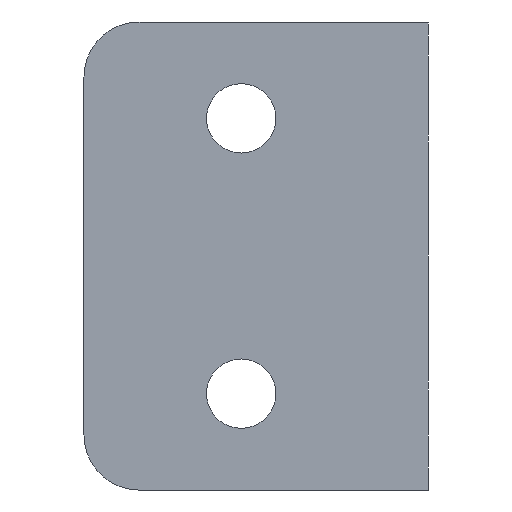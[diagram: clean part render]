
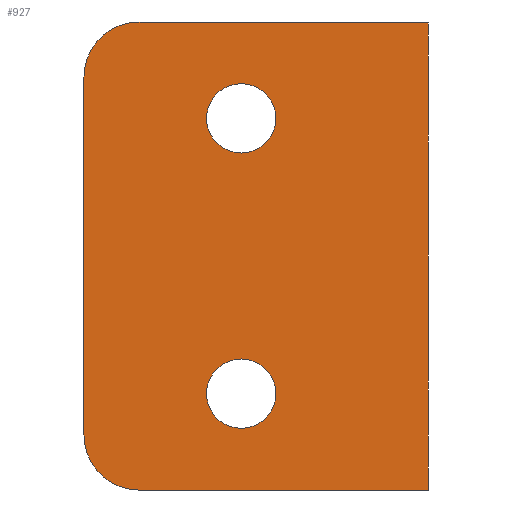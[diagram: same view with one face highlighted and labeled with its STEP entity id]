
A CAD part, front view. The second image highlights one B-rep face of the part: STEP entity #927.
In plain terms, the highlighted planar face has unit normal (0, -1, 0).
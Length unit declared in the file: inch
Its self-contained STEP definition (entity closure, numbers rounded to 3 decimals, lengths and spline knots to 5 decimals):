
#9 = EDGE_LOOP ( 'NONE', ( #1075, #534, #637, #771, #996, #527 ) ) ;
#12 = CARTESIAN_POINT ( 'NONE',  ( -0.40236, 0., -0.25 ) ) ;
#54 = CARTESIAN_POINT ( 'NONE',  ( -0.40236, 0., 0.25 ) ) ;
#79 = DIRECTION ( 'NONE',  ( 1., 0., 0. ) ) ;
#81 = VECTOR ( 'NONE', #142, 39.37008 ) ;
#92 = CARTESIAN_POINT ( 'NONE',  ( 0., 0., -0.425 ) ) ;
#98 = VERTEX_POINT ( 'NONE', #92 ) ;
#121 = AXIS2_PLACEMENT_3D ( 'NONE', #235, #497, #753 ) ;
#125 = CIRCLE ( 'NONE', #126, 0.06299 ) ;
#126 = AXIS2_PLACEMENT_3D ( 'NONE', #523, #584, #1012 ) ;
#129 = VERTEX_POINT ( 'NONE', #1047 ) ;
#138 = VERTEX_POINT ( 'NONE', #872 ) ;
#141 = AXIS2_PLACEMENT_3D ( 'NONE', #1056, #267, #1049 ) ;
#142 = DIRECTION ( 'NONE',  ( 0., 0., -1. ) ) ;
#150 = AXIS2_PLACEMENT_3D ( 'NONE', #203, #367, #977 ) ;
#201 = VERTEX_POINT ( 'NONE', #12 ) ;
#203 = CARTESIAN_POINT ( 'NONE',  ( -0.33937, 0., 0.25 ) ) ;
#216 = PLANE ( 'NONE',  #775 ) ;
#228 = LINE ( 'NONE', #995, #81 ) ;
#235 = CARTESIAN_POINT ( 'NONE',  ( -0.33937, 0., 0.25 ) ) ;
#239 = CARTESIAN_POINT ( 'NONE',  ( -0.525, 0., -0.425 ) ) ;
#240 = VERTEX_POINT ( 'NONE', #906 ) ;
#252 = VECTOR ( 'NONE', #79, 39.37008 ) ;
#267 = DIRECTION ( 'NONE',  ( 0., -1., 0. ) ) ;
#272 = VERTEX_POINT ( 'NONE', #303 ) ;
#287 = LINE ( 'NONE', #351, #1099 ) ;
#297 = CIRCLE ( 'NONE', #121, 0.06299 ) ;
#302 = FACE_BOUND ( 'NONE', #824, .T. ) ;
#303 = CARTESIAN_POINT ( 'NONE',  ( -0.27638, 0., -0.25 ) ) ;
#307 = DIRECTION ( 'NONE',  ( 0., 1., 0. ) ) ;
#324 = EDGE_CURVE ( 'NONE', #1016, #553, #478, .T. ) ;
#326 = DIRECTION ( 'NONE',  ( -1., 0., 0. ) ) ;
#351 = CARTESIAN_POINT ( 'NONE',  ( 0., 0., 0.425 ) ) ;
#367 = DIRECTION ( 'NONE',  ( 0., 1., 0. ) ) ;
#372 = EDGE_CURVE ( 'NONE', #272, #201, #458, .T. ) ;
#376 = VECTOR ( 'NONE', #561, 39.37008 ) ;
#380 = EDGE_CURVE ( 'NONE', #648, #98, #772, .T. ) ;
#458 = CIRCLE ( 'NONE', #1072, 0.06299 ) ;
#461 = EDGE_CURVE ( 'NONE', #240, #129, #228, .T. ) ;
#469 = EDGE_CURVE ( 'NONE', #138, #240, #595, .T. ) ;
#478 = CIRCLE ( 'NONE', #150, 0.06299 ) ;
#497 = DIRECTION ( 'NONE',  ( 0., 1., 0. ) ) ;
#505 = CARTESIAN_POINT ( 'NONE',  ( -0.525, 0., 0.325 ) ) ;
#523 = CARTESIAN_POINT ( 'NONE',  ( -0.33937, 0., -0.25 ) ) ;
#525 = EDGE_CURVE ( 'NONE', #553, #1016, #297, .T. ) ;
#527 = ORIENTED_EDGE ( 'NONE', *, *, #469, .T. ) ;
#534 = ORIENTED_EDGE ( 'NONE', *, *, #1092, .T. ) ;
#553 = VERTEX_POINT ( 'NONE', #960 ) ;
#561 = DIRECTION ( 'NONE',  ( 1., 0., 0. ) ) ;
#562 = CARTESIAN_POINT ( 'NONE',  ( -0.625, 0., 0.425 ) ) ;
#584 = DIRECTION ( 'NONE',  ( 0., 1., 0. ) ) ;
#595 = CIRCLE ( 'NONE', #1076, 0.1 ) ;
#612 = DIRECTION ( 'NONE',  ( 0., 0., -1. ) ) ;
#636 = LINE ( 'NONE', #982, #376 ) ;
#637 = ORIENTED_EDGE ( 'NONE', *, *, #380, .T. ) ;
#638 = FACE_OUTER_BOUND ( 'NONE', #9, .T. ) ;
#647 = EDGE_CURVE ( 'NONE', #201, #272, #125, .T. ) ;
#648 = VERTEX_POINT ( 'NONE', #239 ) ;
#654 = CARTESIAN_POINT ( 'NONE',  ( 0., 0., 0.425 ) ) ;
#675 = ORIENTED_EDGE ( 'NONE', *, *, #324, .T. ) ;
#707 = EDGE_CURVE ( 'NONE', #1061, #98, #287, .T. ) ;
#726 = EDGE_LOOP ( 'NONE', ( #1013, #1066 ) ) ;
#751 = CARTESIAN_POINT ( 'NONE',  ( -0.33937, 0., -0.25 ) ) ;
#753 = DIRECTION ( 'NONE',  ( -1., 0., 0. ) ) ;
#757 = DIRECTION ( 'NONE',  ( 0., -1., 0. ) ) ;
#771 = ORIENTED_EDGE ( 'NONE', *, *, #707, .F. ) ;
#772 = LINE ( 'NONE', #1014, #252 ) ;
#775 = AXIS2_PLACEMENT_3D ( 'NONE', #562, #307, #992 ) ;
#824 = EDGE_LOOP ( 'NONE', ( #675, #1057 ) ) ;
#838 = CIRCLE ( 'NONE', #141, 0.1 ) ;
#872 = CARTESIAN_POINT ( 'NONE',  ( -0.525, 0., 0.425 ) ) ;
#884 = EDGE_CURVE ( 'NONE', #138, #1061, #636, .T. ) ;
#906 = CARTESIAN_POINT ( 'NONE',  ( -0.625, 0., 0.325 ) ) ;
#918 = DIRECTION ( 'NONE',  ( 0., 0., 1. ) ) ;
#927 = ADVANCED_FACE ( 'NONE', ( #1081, #302, #638 ), #216, .F. ) ;
#960 = CARTESIAN_POINT ( 'NONE',  ( -0.27638, 0., 0.25 ) ) ;
#977 = DIRECTION ( 'NONE',  ( -1., 0., 0. ) ) ;
#982 = CARTESIAN_POINT ( 'NONE',  ( -0.625, 0., 0.425 ) ) ;
#992 = DIRECTION ( 'NONE',  ( 0., 0., 1. ) ) ;
#995 = CARTESIAN_POINT ( 'NONE',  ( -0.625, 0., 0.425 ) ) ;
#996 = ORIENTED_EDGE ( 'NONE', *, *, #884, .F. ) ;
#1012 = DIRECTION ( 'NONE',  ( -1., 0., 0. ) ) ;
#1013 = ORIENTED_EDGE ( 'NONE', *, *, #647, .T. ) ;
#1014 = CARTESIAN_POINT ( 'NONE',  ( -0.625, 0., -0.425 ) ) ;
#1016 = VERTEX_POINT ( 'NONE', #54 ) ;
#1047 = CARTESIAN_POINT ( 'NONE',  ( -0.625, 0., -0.325 ) ) ;
#1049 = DIRECTION ( 'NONE',  ( 0., 0., 1. ) ) ;
#1056 = CARTESIAN_POINT ( 'NONE',  ( -0.525, 0., -0.325 ) ) ;
#1057 = ORIENTED_EDGE ( 'NONE', *, *, #525, .T. ) ;
#1061 = VERTEX_POINT ( 'NONE', #654 ) ;
#1066 = ORIENTED_EDGE ( 'NONE', *, *, #372, .T. ) ;
#1072 = AXIS2_PLACEMENT_3D ( 'NONE', #751, #1102, #326 ) ;
#1075 = ORIENTED_EDGE ( 'NONE', *, *, #461, .T. ) ;
#1076 = AXIS2_PLACEMENT_3D ( 'NONE', #505, #757, #918 ) ;
#1081 = FACE_BOUND ( 'NONE', #726, .T. ) ;
#1092 = EDGE_CURVE ( 'NONE', #129, #648, #838, .T. ) ;
#1099 = VECTOR ( 'NONE', #612, 39.37008 ) ;
#1102 = DIRECTION ( 'NONE',  ( 0., 1., 0. ) ) ;
